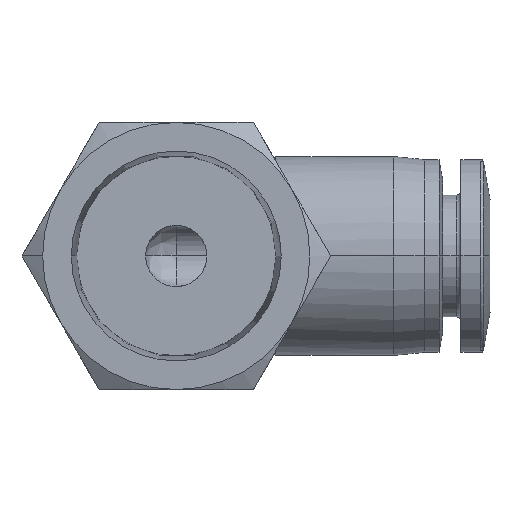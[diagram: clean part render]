
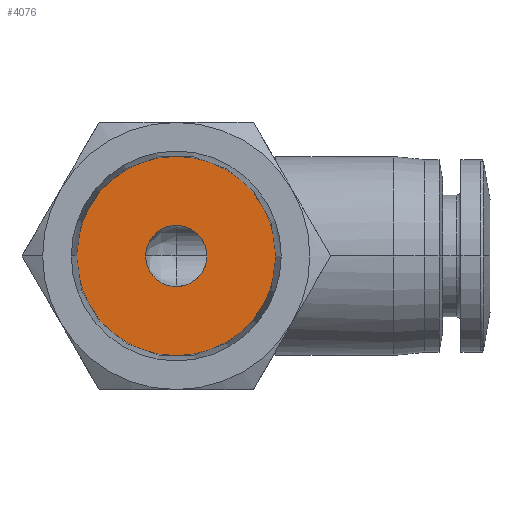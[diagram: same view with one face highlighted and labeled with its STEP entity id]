
A CAD part, front view. The second image highlights one B-rep face of the part: STEP entity #4076.
In plain terms, the highlighted planar face has unit normal (0, -1, 0).
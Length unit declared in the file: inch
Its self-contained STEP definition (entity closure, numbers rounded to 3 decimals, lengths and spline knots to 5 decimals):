
#51 = CARTESIAN_POINT ( 'NONE',  ( -0.1676, -0.09843, 0. ) ) ;
#173 = ORIENTED_EDGE ( 'NONE', *, *, #3314, .T. ) ;
#228 = DIRECTION ( 'NONE',  ( 0., -1., 0. ) ) ;
#403 = DIRECTION ( 'NONE',  ( 0., 0., 1. ) ) ;
#788 = DIRECTION ( 'NONE',  ( 0., -1., 0. ) ) ;
#870 = EDGE_CURVE ( 'NONE', #1208, #2890, #1125, .T. ) ;
#1125 = CIRCLE ( 'NONE', #2712, 0.25647 ) ;
#1184 = EDGE_CURVE ( 'NONE', #2095, #2193, #3982, .T. ) ;
#1208 = VERTEX_POINT ( 'NONE', #3089 ) ;
#1461 = FACE_BOUND ( 'NONE', #3412, .T. ) ;
#1526 = ORIENTED_EDGE ( 'NONE', *, *, #870, .T. ) ;
#1556 = CARTESIAN_POINT ( 'NONE',  ( -0.25647, -0.09843, 0. ) ) ;
#1804 = EDGE_CURVE ( 'NONE', #2193, #2095, #2915, .T. ) ;
#1832 = CARTESIAN_POINT ( 'NONE',  ( 0., -0.09843, 0. ) ) ;
#2009 = AXIS2_PLACEMENT_3D ( 'NONE', #51, #2392, #403 ) ;
#2076 = CARTESIAN_POINT ( 'NONE',  ( 0.07874, -0.09843, 0. ) ) ;
#2095 = VERTEX_POINT ( 'NONE', #2076 ) ;
#2099 = CIRCLE ( 'NONE', #3486, 0.25647 ) ;
#2148 = DIRECTION ( 'NONE',  ( 1., 0., 0. ) ) ;
#2172 = CARTESIAN_POINT ( 'NONE',  ( -0.07874, -0.09843, 0. ) ) ;
#2193 = VERTEX_POINT ( 'NONE', #2172 ) ;
#2242 = CARTESIAN_POINT ( 'NONE',  ( 0., -0.09843, 0. ) ) ;
#2326 = FACE_OUTER_BOUND ( 'NONE', #3465, .T. ) ;
#2392 = DIRECTION ( 'NONE',  ( 0., 1., 0. ) ) ;
#2565 = DIRECTION ( 'NONE',  ( 1., 0., 0. ) ) ;
#2712 = AXIS2_PLACEMENT_3D ( 'NONE', #3598, #3582, #3555 ) ;
#2743 = CARTESIAN_POINT ( 'NONE',  ( 0., -0.09843, 0. ) ) ;
#2769 = AXIS2_PLACEMENT_3D ( 'NONE', #2743, #788, #3074 ) ;
#2890 = VERTEX_POINT ( 'NONE', #1556 ) ;
#2915 = CIRCLE ( 'NONE', #4192, 0.07874 ) ;
#3074 = DIRECTION ( 'NONE',  ( 1., 0., 0. ) ) ;
#3089 = CARTESIAN_POINT ( 'NONE',  ( 0.25647, -0.09843, 0. ) ) ;
#3274 = ORIENTED_EDGE ( 'NONE', *, *, #1804, .F. ) ;
#3314 = EDGE_CURVE ( 'NONE', #2890, #1208, #2099, .T. ) ;
#3412 = EDGE_LOOP ( 'NONE', ( #3660, #3274 ) ) ;
#3465 = EDGE_LOOP ( 'NONE', ( #1526, #173 ) ) ;
#3486 = AXIS2_PLACEMENT_3D ( 'NONE', #1832, #4118, #2148 ) ;
#3537 = PLANE ( 'NONE',  #2009 ) ;
#3555 = DIRECTION ( 'NONE',  ( 1., 0., 0. ) ) ;
#3582 = DIRECTION ( 'NONE',  ( 0., -1., 0. ) ) ;
#3598 = CARTESIAN_POINT ( 'NONE',  ( 0., -0.09843, 0. ) ) ;
#3660 = ORIENTED_EDGE ( 'NONE', *, *, #1184, .F. ) ;
#3982 = CIRCLE ( 'NONE', #2769, 0.07874 ) ;
#4076 = ADVANCED_FACE ( 'NONE', ( #1461, #2326 ), #3537, .F. ) ;
#4118 = DIRECTION ( 'NONE',  ( 0., -1., 0. ) ) ;
#4192 = AXIS2_PLACEMENT_3D ( 'NONE', #2242, #228, #2565 ) ;
